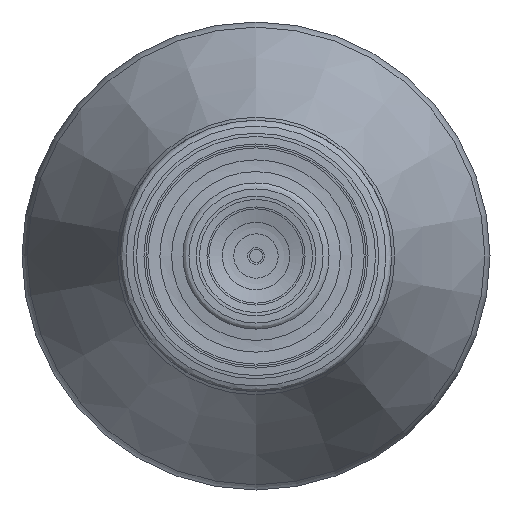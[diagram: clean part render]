
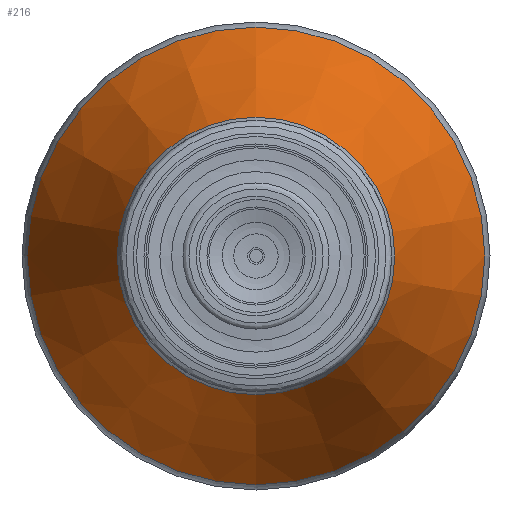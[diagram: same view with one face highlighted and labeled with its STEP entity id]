
A CAD part, left-side view. The second image highlights one B-rep face of the part: STEP entity #216.
In plain terms, the highlighted conical face has half-angle 24.821 degrees and reference radius 12.223 mm.
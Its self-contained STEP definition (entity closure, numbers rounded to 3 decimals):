
#194=CONICAL_SURFACE('',#862,12.223,24.821);
#216=ADVANCED_FACE('',(#301,#302),#194,.T.);
#301=FACE_BOUND('',#422,.T.);
#302=FACE_BOUND('',#423,.T.);
#422=EDGE_LOOP('',(#546));
#423=EDGE_LOOP('',(#547));
#546=ORIENTED_EDGE('',*,*,#718,.T.);
#547=ORIENTED_EDGE('',*,*,#717,.F.);
#655=VERTEX_POINT('',#1204);
#656=VERTEX_POINT('',#1207);
#717=EDGE_CURVE('',#655,#655,#779,.T.);
#718=EDGE_CURVE('',#656,#656,#780,.T.);
#779=CIRCLE('',#859,12.223);
#780=CIRCLE('',#861,7.412);
#859=AXIS2_PLACEMENT_3D('',#1203,#978,#979);
#861=AXIS2_PLACEMENT_3D('',#1206,#982,#983);
#862=AXIS2_PLACEMENT_3D('',#1208,#984,#985);
#978=DIRECTION('',(1.,0.,0.));
#979=DIRECTION('',(0.,0.,1.));
#982=DIRECTION('',(1.,0.,0.));
#983=DIRECTION('',(0.,0.,1.));
#984=DIRECTION('',(1.,0.,0.));
#985=DIRECTION('',(0.,0.,-1.));
#1203=CARTESIAN_POINT('',(72.401,0.,0.));
#1204=CARTESIAN_POINT('',(72.401,0.,12.223));
#1206=CARTESIAN_POINT('',(61.999,0.,0.));
#1207=CARTESIAN_POINT('',(61.999,0.,7.412));
#1208=CARTESIAN_POINT('',(72.401,0.,0.));
